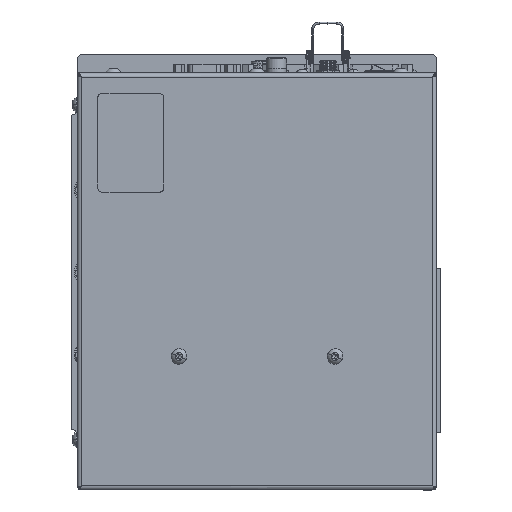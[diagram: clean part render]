
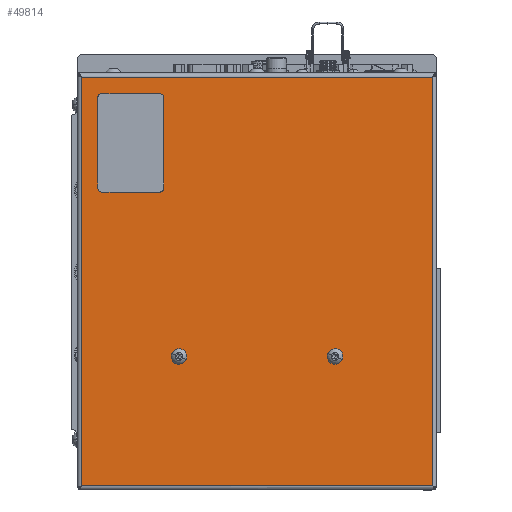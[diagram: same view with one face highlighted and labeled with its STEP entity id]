
A CAD part, left-side view. The second image highlights one B-rep face of the part: STEP entity #49814.
In plain terms, the highlighted planar face has unit normal (-1, 0, 0).
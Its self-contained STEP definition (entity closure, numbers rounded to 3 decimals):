
#1825 = ORIENTED_EDGE ( 'NONE', *, *, #59598, .F. ) ;
#2167 = CARTESIAN_POINT ( 'NONE',  ( -95.792, 50.499, 104.195 ) ) ;
#2609 = LINE ( 'NONE', #86392, #57897 ) ;
#3112 = CARTESIAN_POINT ( 'NONE',  ( -95.792, 98.999, 168.195 ) ) ;
#4331 = CIRCLE ( 'NONE', #43864, 2.5 ) ;
#8238 = DIRECTION ( 'NONE',  ( 0., 1., 0. ) ) ;
#8323 = ORIENTED_EDGE ( 'NONE', *, *, #66073, .F. ) ;
#9395 = DIRECTION ( 'NONE',  ( 0., -1., 0. ) ) ;
#10332 = ORIENTED_EDGE ( 'NONE', *, *, #72889, .T. ) ;
#11813 = VECTOR ( 'NONE', #9395, 1000. ) ;
#13425 = CARTESIAN_POINT ( 'NONE',  ( -95.792, 98.999, 168.195 ) ) ;
#19157 = CARTESIAN_POINT ( 'NONE',  ( -95.792, 51.499, 304.195 ) ) ;
#19723 = AXIS2_PLACEMENT_3D ( 'NONE', #34333, #28647, #34634 ) ;
#19753 = EDGE_LOOP ( 'NONE', ( #8323, #38655 ) ) ;
#23604 = DIRECTION ( 'NONE',  ( -1., 0., 0. ) ) ;
#24241 = VERTEX_POINT ( 'NONE', #58454 ) ;
#25688 = ORIENTED_EDGE ( 'NONE', *, *, #80744, .T. ) ;
#27258 = EDGE_CURVE ( 'NONE', #52961, #24241, #58178, .T. ) ;
#27885 = FACE_BOUND ( 'NONE', #78596, .T. ) ;
#28476 = ORIENTED_EDGE ( 'NONE', *, *, #62525, .T. ) ;
#28647 = DIRECTION ( 'NONE',  ( -1., 0., 0. ) ) ;
#29303 = AXIS2_PLACEMENT_3D ( 'NONE', #3112, #23604, #50631 ) ;
#31550 = VERTEX_POINT ( 'NONE', #39940 ) ;
#32851 = CARTESIAN_POINT ( 'NONE',  ( -95.792, 222.499, 105.195 ) ) ;
#34333 = CARTESIAN_POINT ( 'NONE',  ( -95.792, 174.999, 168.195 ) ) ;
#34374 = VECTOR ( 'NONE', #79246, 1000. ) ;
#34634 = DIRECTION ( 'NONE',  ( 0., 0., 1. ) ) ;
#34987 = CARTESIAN_POINT ( 'NONE',  ( -95.792, 174.999, 165.695 ) ) ;
#35023 = ORIENTED_EDGE ( 'NONE', *, *, #57047, .F. ) ;
#38655 = ORIENTED_EDGE ( 'NONE', *, *, #27258, .F. ) ;
#39515 = LINE ( 'NONE', #69320, #73476 ) ;
#39817 = CARTESIAN_POINT ( 'NONE',  ( -95.792, 222.499, 104.195 ) ) ;
#39940 = CARTESIAN_POINT ( 'NONE',  ( -95.792, 222.499, 105.195 ) ) ;
#41013 = DIRECTION ( 'NONE',  ( -1., 0., 0. ) ) ;
#43844 = FACE_BOUND ( 'NONE', #19753, .T. ) ;
#43864 = AXIS2_PLACEMENT_3D ( 'NONE', #60286, #67370, #53428 ) ;
#44805 = VERTEX_POINT ( 'NONE', #49747 ) ;
#47482 = VERTEX_POINT ( 'NONE', #34987 ) ;
#49089 = DIRECTION ( 'NONE',  ( 1., 0., 0. ) ) ;
#49747 = CARTESIAN_POINT ( 'NONE',  ( -95.792, 51.499, 105.195 ) ) ;
#49814 = ADVANCED_FACE ( 'NONE', ( #27885, #43844, #51258 ), #76917, .F. ) ;
#50631 = DIRECTION ( 'NONE',  ( 0., 0., 1. ) ) ;
#51258 = FACE_OUTER_BOUND ( 'NONE', #60112, .T. ) ;
#52961 = VERTEX_POINT ( 'NONE', #67078 ) ;
#53428 = DIRECTION ( 'NONE',  ( 0., 0., 1. ) ) ;
#54978 = VERTEX_POINT ( 'NONE', #19157 ) ;
#56493 = VERTEX_POINT ( 'NONE', #71338 ) ;
#56526 = AXIS2_PLACEMENT_3D ( 'NONE', #13425, #41013, #61496 ) ;
#57024 = AXIS2_PLACEMENT_3D ( 'NONE', #2167, #49089, #63606 ) ;
#57047 = EDGE_CURVE ( 'NONE', #31550, #71104, #72554, .T. ) ;
#57897 = VECTOR ( 'NONE', #72507, 1000. ) ;
#58178 = CIRCLE ( 'NONE', #56526, 2.5 ) ;
#58454 = CARTESIAN_POINT ( 'NONE',  ( -95.792, 98.999, 170.695 ) ) ;
#59598 = EDGE_CURVE ( 'NONE', #56493, #47482, #81720, .T. ) ;
#60112 = EDGE_LOOP ( 'NONE', ( #25688, #35023, #10332, #28476 ) ) ;
#60286 = CARTESIAN_POINT ( 'NONE',  ( -95.792, 174.999, 168.195 ) ) ;
#61496 = DIRECTION ( 'NONE',  ( 0., 0., 1. ) ) ;
#61720 = LINE ( 'NONE', #32851, #11813 ) ;
#62525 = EDGE_CURVE ( 'NONE', #44805, #54978, #2609, .T. ) ;
#63606 = DIRECTION ( 'NONE',  ( 0., 0., -1. ) ) ;
#63931 = EDGE_CURVE ( 'NONE', #47482, #56493, #4331, .T. ) ;
#65411 = ORIENTED_EDGE ( 'NONE', *, *, #63931, .F. ) ;
#66073 = EDGE_CURVE ( 'NONE', #24241, #52961, #67675, .T. ) ;
#67078 = CARTESIAN_POINT ( 'NONE',  ( -95.792, 98.999, 165.695 ) ) ;
#67370 = DIRECTION ( 'NONE',  ( -1., 0., 0. ) ) ;
#67675 = CIRCLE ( 'NONE', #29303, 2.5 ) ;
#69320 = CARTESIAN_POINT ( 'NONE',  ( -95.792, 51.499, 304.195 ) ) ;
#71104 = VERTEX_POINT ( 'NONE', #74097 ) ;
#71338 = CARTESIAN_POINT ( 'NONE',  ( -95.792, 174.999, 170.695 ) ) ;
#72507 = DIRECTION ( 'NONE',  ( 0., 0., 1. ) ) ;
#72554 = LINE ( 'NONE', #39817, #34374 ) ;
#72889 = EDGE_CURVE ( 'NONE', #31550, #44805, #61720, .T. ) ;
#73476 = VECTOR ( 'NONE', #8238, 1000. ) ;
#74097 = CARTESIAN_POINT ( 'NONE',  ( -95.792, 222.499, 304.195 ) ) ;
#76917 = PLANE ( 'NONE',  #57024 ) ;
#78596 = EDGE_LOOP ( 'NONE', ( #1825, #65411 ) ) ;
#79246 = DIRECTION ( 'NONE',  ( 0., 0., 1. ) ) ;
#80744 = EDGE_CURVE ( 'NONE', #54978, #71104, #39515, .T. ) ;
#81720 = CIRCLE ( 'NONE', #19723, 2.5 ) ;
#86392 = CARTESIAN_POINT ( 'NONE',  ( -95.792, 51.499, 104.195 ) ) ;
